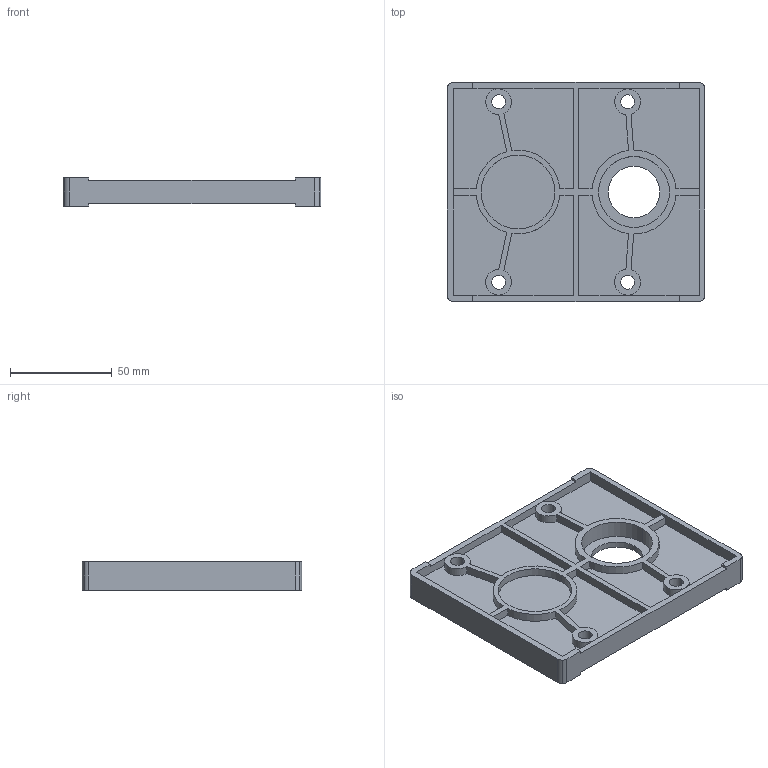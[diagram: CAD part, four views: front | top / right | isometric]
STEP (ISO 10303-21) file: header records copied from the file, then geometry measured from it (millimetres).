
FILE_DESCRIPTION((''),'2;1');
FILE_NAME('clampingplate.stp','2004-01-16T18:26:57',('Administrator'),(''),'Autodesk Inventor (tm) 5.0','Autodesk Inventor (tm) 5.0','');
FILE_SCHEMA(('CONFIG_CONTROL_DESIGN'));
Length unit declared in the file: inch
Products named in the file (1): clampingplate
Bounding box: 127 x 107.95 x 14.1 mm (x, y, z)
Volume: 68495.5 mm3; surface area: 46158.7 mm2
Topology: 1 solids, 1 shells, 161 faces, 444 edges, 280 vertices
Faces by surface type: bspline 70, plane 59, cylinder 32
Entity records: 5631 total; most frequent: CARTESIAN_POINT 1544, ORIENTED_EDGE 888, DIRECTION 756, EDGE_CURVE 444, VECTOR 316, LINE 316, VERTEX_POINT 280, AXIS2_PLACEMENT_3D 220
